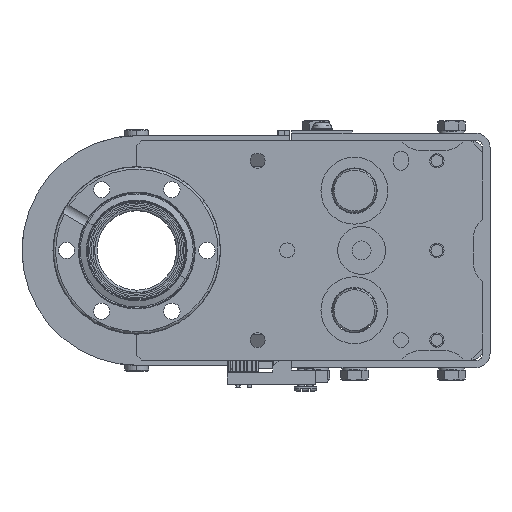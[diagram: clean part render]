
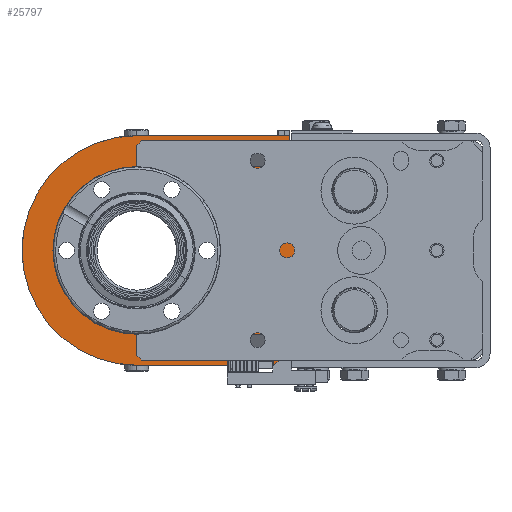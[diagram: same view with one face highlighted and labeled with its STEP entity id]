
A CAD part, front view. The second image highlights one B-rep face of the part: STEP entity #25797.
In plain terms, the highlighted planar face has unit normal (0, -1, 0).
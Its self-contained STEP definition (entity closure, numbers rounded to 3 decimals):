
#1238=DIRECTION('',(-1.,0.,0.));
#1239=VECTOR('',#1238,33.);
#1240=CARTESIAN_POINT('',(64.,445.312,-42.));
#1241=LINE('',#1240,#1239);
#1254=DIRECTION('',(0.,0.,1.));
#1255=VECTOR('',#1254,6.);
#1256=CARTESIAN_POINT('',(64.,445.312,-48.));
#1257=LINE('',#1256,#1255);
#1295=DIRECTION('',(1.,0.,0.));
#1296=VECTOR('',#1295,64.);
#1297=CARTESIAN_POINT('',(0.,445.312,-48.));
#1298=LINE('',#1297,#1296);
#1651=DIRECTION('',(-1.,0.,0.));
#1652=VECTOR('',#1651,64.);
#1653=CARTESIAN_POINT('',(64.,445.312,48.));
#1654=LINE('',#1653,#1652);
#1706=DIRECTION('',(0.,0.,1.));
#1707=VECTOR('',#1706,6.);
#1708=CARTESIAN_POINT('',(64.,445.312,42.));
#1709=LINE('',#1708,#1707);
#1726=DIRECTION('',(1.,0.,0.));
#1727=VECTOR('',#1726,33.);
#1728=CARTESIAN_POINT('',(31.,445.312,42.));
#1729=LINE('',#1728,#1727);
#1734=DIRECTION('',(0.,0.,1.));
#1735=VECTOR('',#1734,70.);
#1736=CARTESIAN_POINT('',(75.,445.312,-35.));
#1737=LINE('',#1736,#1735);
#1738=DIRECTION('',(0.,0.,1.));
#1739=VECTOR('',#1738,7.);
#1740=CARTESIAN_POINT('',(31.,445.312,-42.));
#1741=LINE('',#1740,#1739);
#1746=CARTESIAN_POINT('',(0.,445.312,0.));
#1747=DIRECTION('',(0.,1.,0.));
#1748=DIRECTION('',(0.,0.,-1.));
#1749=AXIS2_PLACEMENT_3D('',#1746,#1747,#1748);
#1751=CARTESIAN_POINT('',(0.,445.312,0.));
#1752=DIRECTION('',(0.,1.,0.));
#1753=DIRECTION('',(-1.,0.,0.));
#1754=AXIS2_PLACEMENT_3D('',#1751,#1752,#1753);
#1756=CARTESIAN_POINT('',(0.,445.312,0.));
#1757=DIRECTION('',(0.,-1.,0.));
#1758=DIRECTION('',(1.,0.,0.));
#1759=AXIS2_PLACEMENT_3D('',#1756,#1757,#1758);
#1761=CARTESIAN_POINT('',(0.,445.312,0.));
#1762=DIRECTION('',(0.,-1.,0.));
#1763=DIRECTION('',(-1.,0.,0.));
#1764=AXIS2_PLACEMENT_3D('',#1761,#1762,#1763);
#1766=DIRECTION('',(1.,0.,0.));
#1767=VECTOR('',#1766,44.);
#1768=CARTESIAN_POINT('',(31.,445.312,-35.));
#1769=LINE('',#1768,#1767);
#1774=DIRECTION('',(0.,0.,1.));
#1775=VECTOR('',#1774,7.);
#1776=CARTESIAN_POINT('',(31.,445.312,35.));
#1777=LINE('',#1776,#1775);
#1790=DIRECTION('',(-1.,0.,0.));
#1791=VECTOR('',#1790,44.);
#1792=CARTESIAN_POINT('',(75.,445.312,35.));
#1793=LINE('',#1792,#1791);
#20081=CARTESIAN_POINT('',(35.05,445.312,0.));
#20083=VERTEX_POINT('',#20081);
#20091=CARTESIAN_POINT('',(0.,445.312,48.));
#20093=VERTEX_POINT('',#20091);
#20096=CARTESIAN_POINT('',(-48.,445.312,0.));
#20098=VERTEX_POINT('',#20096);
#20104=CARTESIAN_POINT('',(0.,445.312,-48.));
#20106=VERTEX_POINT('',#20104);
#20109=CARTESIAN_POINT('',(64.,445.312,-48.));
#20110=CARTESIAN_POINT('',(64.,445.312,-42.));
#20111=VERTEX_POINT('',#20109);
#20112=VERTEX_POINT('',#20110);
#20113=CARTESIAN_POINT('',(64.,445.312,48.));
#20114=VERTEX_POINT('',#20113);
#20115=CARTESIAN_POINT('',(64.,445.312,42.));
#20116=VERTEX_POINT('',#20115);
#20117=CARTESIAN_POINT('',(-35.05,445.312,0.));
#20118=VERTEX_POINT('',#20117);
#20119=CARTESIAN_POINT('',(31.,445.312,-35.));
#20120=CARTESIAN_POINT('',(75.,445.312,-35.));
#20121=VERTEX_POINT('',#20119);
#20122=VERTEX_POINT('',#20120);
#20125=CARTESIAN_POINT('',(75.,445.312,35.));
#20126=VERTEX_POINT('',#20125);
#20133=CARTESIAN_POINT('',(31.,445.312,-42.));
#20134=VERTEX_POINT('',#20133);
#20203=CARTESIAN_POINT('',(31.,445.312,42.));
#20204=VERTEX_POINT('',#20203);
#20205=CARTESIAN_POINT('',(31.,445.312,35.));
#20206=VERTEX_POINT('',#20205);
#25768=CARTESIAN_POINT('',(13.5,445.312,0.));
#25769=DIRECTION('',(0.,1.,0.));
#25770=DIRECTION('',(1.,0.,0.));
#25771=AXIS2_PLACEMENT_3D('',#25768,#25769,#25770);
#25772=PLANE('',#25771);
#25774=ORIENTED_EDGE('',*,*,#25773,.F.);
#25775=ORIENTED_EDGE('',*,*,#25760,.F.);
#25776=ORIENTED_EDGE('',*,*,#25139,.F.);
#25777=ORIENTED_EDGE('',*,*,#25160,.F.);
#25778=ORIENTED_EDGE('',*,*,#25204,.F.);
#25779=ORIENTED_EDGE('',*,*,#25564,.T.);
#25780=ORIENTED_EDGE('',*,*,#25586,.T.);
#25781=ORIENTED_EDGE('',*,*,#25645,.F.);
#25782=ORIENTED_EDGE('',*,*,#25708,.F.);
#25783=ORIENTED_EDGE('',*,*,#25726,.F.);
#25785=ORIENTED_EDGE('',*,*,#25784,.F.);
#25787=ORIENTED_EDGE('',*,*,#25786,.F.);
#25788=ORIENTED_EDGE('',*,*,#25742,.F.);
#25789=EDGE_LOOP('',(#25774,#25775,#25776,#25777,#25778,#25779,#25780,#25781,
#25782,#25783,#25785,#25787,#25788));
#25790=FACE_OUTER_BOUND('',#25789,.F.);
#25792=ORIENTED_EDGE('',*,*,#25791,.T.);
#25794=ORIENTED_EDGE('',*,*,#25793,.T.);
#25795=EDGE_LOOP('',(#25792,#25794));
#25796=FACE_BOUND('',#25795,.F.);
#1750=CIRCLE('',#1749,48.);
#1755=CIRCLE('',#1754,48.);
#1760=CIRCLE('',#1759,35.05);
#1765=CIRCLE('',#1764,35.05);
#25139=EDGE_CURVE('',#20112,#20134,#1241,.T.);
#25160=EDGE_CURVE('',#20111,#20112,#1257,.T.);
#25204=EDGE_CURVE('',#20106,#20111,#1298,.T.);
#25564=EDGE_CURVE('',#20106,#20098,#1750,.T.);
#25586=EDGE_CURVE('',#20098,#20093,#1755,.T.);
#25645=EDGE_CURVE('',#20114,#20093,#1654,.T.);
#25708=EDGE_CURVE('',#20116,#20114,#1709,.T.);
#25726=EDGE_CURVE('',#20204,#20116,#1729,.T.);
#25742=EDGE_CURVE('',#20122,#20126,#1737,.T.);
#25760=EDGE_CURVE('',#20134,#20121,#1741,.T.);
#25773=EDGE_CURVE('',#20121,#20122,#1769,.T.);
#25784=EDGE_CURVE('',#20206,#20204,#1777,.T.);
#25786=EDGE_CURVE('',#20126,#20206,#1793,.T.);
#25791=EDGE_CURVE('',#20083,#20118,#1760,.T.);
#25793=EDGE_CURVE('',#20118,#20083,#1765,.T.);
#25797=ADVANCED_FACE('',(#25790,#25796),#25772,.F.);
